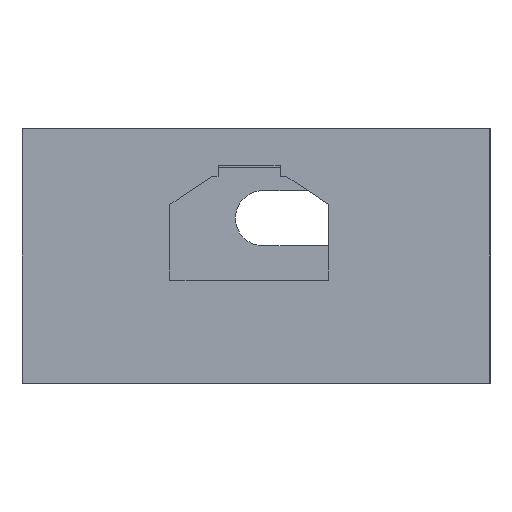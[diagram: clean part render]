
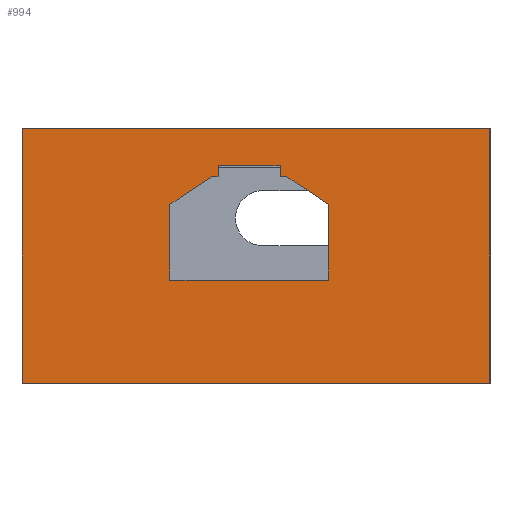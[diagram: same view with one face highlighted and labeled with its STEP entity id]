
A CAD part, left-side view. The second image highlights one B-rep face of the part: STEP entity #994.
In plain terms, the highlighted planar face has unit normal (-1, 0, 0).
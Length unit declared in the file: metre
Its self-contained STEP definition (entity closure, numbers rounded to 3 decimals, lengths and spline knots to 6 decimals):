
#124=ORIENTED_EDGE('',*,*,#381,.F.);
#125=ORIENTED_EDGE('',*,*,#382,.T.);
#126=ORIENTED_EDGE('',*,*,#383,.F.);
#127=ORIENTED_EDGE('',*,*,#384,.F.);
#128=ORIENTED_EDGE('',*,*,#385,.F.);
#129=ORIENTED_EDGE('',*,*,#386,.T.);
#130=ORIENTED_EDGE('',*,*,#387,.F.);
#131=ORIENTED_EDGE('',*,*,#388,.T.);
#132=ORIENTED_EDGE('',*,*,#389,.T.);
#133=ORIENTED_EDGE('',*,*,#390,.F.);
#134=ORIENTED_EDGE('',*,*,#366,.F.);
#135=ORIENTED_EDGE('',*,*,#374,.F.);
#136=ORIENTED_EDGE('',*,*,#352,.T.);
#137=ORIENTED_EDGE('',*,*,#380,.T.);
#352=EDGE_CURVE('',#487,#489,#584,.T.);
#366=EDGE_CURVE('',#499,#500,#598,.T.);
#374=EDGE_CURVE('',#487,#499,#606,.T.);
#380=EDGE_CURVE('',#489,#500,#610,.T.);
#381=EDGE_CURVE('',#510,#511,#611,.T.);
#382=EDGE_CURVE('',#510,#512,#612,.F.);
#383=EDGE_CURVE('',#513,#512,#613,.T.);
#384=EDGE_CURVE('',#514,#513,#614,.T.);
#385=EDGE_CURVE('',#515,#514,#615,.T.);
#386=EDGE_CURVE('',#515,#516,#616,.F.);
#387=EDGE_CURVE('',#517,#516,#617,.T.);
#388=EDGE_CURVE('',#517,#518,#618,.T.);
#389=EDGE_CURVE('',#518,#519,#619,.T.);
#390=EDGE_CURVE('',#511,#519,#620,.T.);
#487=VERTEX_POINT('',#1447);
#489=VERTEX_POINT('',#1451);
#499=VERTEX_POINT('',#1480);
#500=VERTEX_POINT('',#1482);
#510=VERTEX_POINT('',#1511);
#511=VERTEX_POINT('',#1512);
#512=VERTEX_POINT('',#1514);
#513=VERTEX_POINT('',#1516);
#514=VERTEX_POINT('',#1518);
#515=VERTEX_POINT('',#1520);
#516=VERTEX_POINT('',#1522);
#517=VERTEX_POINT('',#1524);
#518=VERTEX_POINT('',#1526);
#519=VERTEX_POINT('',#1528);
#584=LINE('',#1452,#720);
#598=LINE('',#1481,#734);
#606=LINE('',#1496,#742);
#610=LINE('',#1508,#746);
#611=LINE('',#1510,#747);
#612=LINE('',#1513,#748);
#613=LINE('',#1515,#749);
#614=LINE('',#1517,#750);
#615=LINE('',#1519,#751);
#616=LINE('',#1521,#752);
#617=LINE('',#1523,#753);
#618=LINE('',#1525,#754);
#619=LINE('',#1527,#755);
#620=LINE('',#1529,#756);
#720=VECTOR('',#1165,1.);
#734=VECTOR('',#1189,1.);
#742=VECTOR('',#1199,1.);
#746=VECTOR('',#1211,1.);
#747=VECTOR('',#1214,1.);
#748=VECTOR('',#1215,1.);
#749=VECTOR('',#1216,1.);
#750=VECTOR('',#1217,1.);
#751=VECTOR('',#1218,1.);
#752=VECTOR('',#1219,1.);
#753=VECTOR('',#1220,1.);
#754=VECTOR('',#1221,1.);
#755=VECTOR('',#1222,1.);
#756=VECTOR('',#1223,1.);
#833=EDGE_LOOP('',(#124,#125,#126,#127,#128,#129,#130,#131,#132,#133));
#834=EDGE_LOOP('',(#134,#135,#136,#137));
#893=FACE_BOUND('',#833,.T.);
#894=FACE_BOUND('',#834,.T.);
#946=PLANE('',#1063);
#994=ADVANCED_FACE('',(#893,#894),#946,.T.);
#1063=AXIS2_PLACEMENT_3D('',#1509,#1212,#1213);
#1165=DIRECTION('',(0.,1.,0.));
#1189=DIRECTION('',(0.,1.,0.));
#1199=DIRECTION('',(0.,0.,-1.));
#1211=DIRECTION('',(0.,0.,-1.));
#1212=DIRECTION('',(-1.,0.,0.));
#1213=DIRECTION('',(0.,0.,1.));
#1214=DIRECTION('',(0.,1.,0.));
#1215=DIRECTION('',(0.,0.832,0.555));
#1216=DIRECTION('',(0.,0.,1.));
#1217=DIRECTION('',(0.,-1.,0.));
#1218=DIRECTION('',(0.,0.,-1.));
#1219=DIRECTION('',(0.,0.832,-0.555));
#1220=DIRECTION('',(0.,1.,0.));
#1221=DIRECTION('',(0.,0.,1.));
#1222=DIRECTION('',(0.,-1.,0.));
#1223=DIRECTION('',(0.,0.,1.));
#1447=CARTESIAN_POINT('',(-0.037,-0.017,0.0185));
#1451=CARTESIAN_POINT('',(-0.037,0.017,0.0185));
#1452=CARTESIAN_POINT('',(-0.037,0.,0.0185));
#1480=CARTESIAN_POINT('',(-0.037,-0.017,0.));
#1481=CARTESIAN_POINT('',(-0.037,0.,0.));
#1482=CARTESIAN_POINT('',(-0.037,0.017,0.));
#1496=CARTESIAN_POINT('',(-0.037,-0.017,0.0185));
#1508=CARTESIAN_POINT('',(-0.037,0.017,0.0185));
#1509=CARTESIAN_POINT('',(-0.037,0.,0.0185));
#1510=CARTESIAN_POINT('',(-0.037,-0.0035,0.015));
#1511=CARTESIAN_POINT('',(-0.037,-0.00225,0.015));
#1512=CARTESIAN_POINT('',(-0.037,-0.00175,0.015));
#1513=CARTESIAN_POINT('',(-0.037,-0.00225,0.015));
#1514=CARTESIAN_POINT('',(-0.037,-0.00525,0.013));
#1515=CARTESIAN_POINT('',(-0.037,-0.00525,0.01125));
#1516=CARTESIAN_POINT('',(-0.037,-0.00525,0.0075));
#1517=CARTESIAN_POINT('',(-0.037,0.003375,0.0075));
#1518=CARTESIAN_POINT('',(-0.037,0.00625,0.0075));
#1519=CARTESIAN_POINT('',(-0.037,0.00625,0.01125));
#1520=CARTESIAN_POINT('',(-0.037,0.00625,0.013));
#1521=CARTESIAN_POINT('',(-0.037,0.00625,0.013));
#1522=CARTESIAN_POINT('',(-0.037,0.00325,0.015));
#1523=CARTESIAN_POINT('',(-0.037,0.0045,0.015));
#1524=CARTESIAN_POINT('',(-0.037,0.00275,0.015));
#1525=CARTESIAN_POINT('',(-0.037,0.00275,0.0154));
#1526=CARTESIAN_POINT('',(-0.037,0.00275,0.0158));
#1527=CARTESIAN_POINT('',(-0.037,0.0005,0.0158));
#1528=CARTESIAN_POINT('',(-0.037,-0.00175,0.0158));
#1529=CARTESIAN_POINT('',(-0.037,-0.00175,0.0154));
